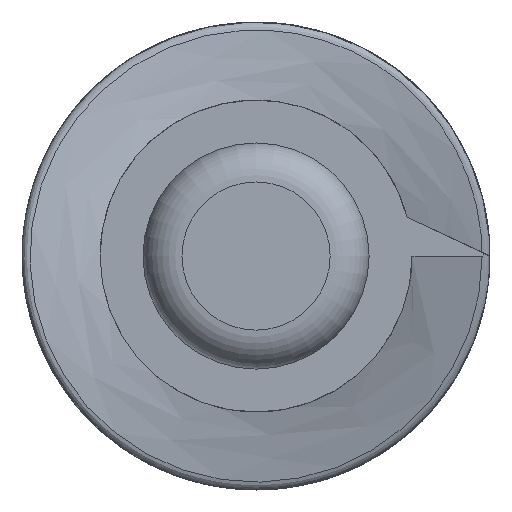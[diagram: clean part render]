
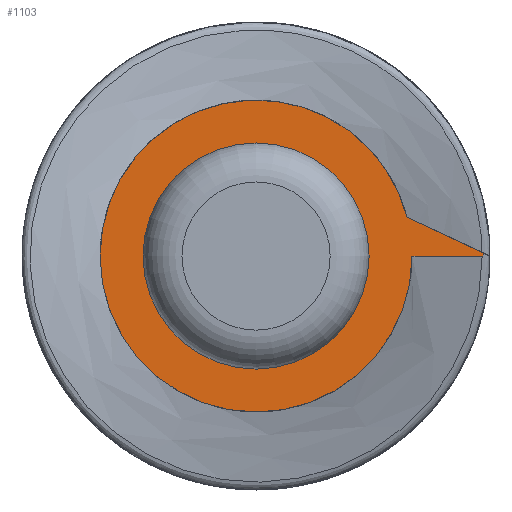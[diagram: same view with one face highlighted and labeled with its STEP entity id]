
A CAD part, front view. The second image highlights one B-rep face of the part: STEP entity #1103.
In plain terms, the highlighted planar face has unit normal (0, -1, 0).
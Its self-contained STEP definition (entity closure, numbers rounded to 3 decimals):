
#16=FACE_BOUND('',#143,.T.);
#19=PLANE('',#1183);
#81=FACE_OUTER_BOUND('',#142,.T.);
#142=EDGE_LOOP('',(#933,#934,#935,#936,#937));
#143=EDGE_LOOP('',(#938));
#159=CIRCLE('',#1155,4.);
#163=CIRCLE('',#1184,4.);
#164=CIRCLE('',#1185,2.9);
#264=B_SPLINE_CURVE_WITH_KNOTS('',3,(#5330,#5331,#5332,#5333,#5334,#5335,
#5336,#5337,#5338,#5339),.UNSPECIFIED.,.F.,.F.,(4,2,2,2,4),(0.129,
0.141,0.147,0.15,0.152),
 .UNSPECIFIED.);
#317=LINE('',#4193,#372);
#318=LINE('',#6649,#373);
#372=VECTOR('',#1356,10.);
#373=VECTOR('',#1357,10.);
#426=VERTEX_POINT('',#2104);
#428=VERTEX_POINT('',#2107);
#482=VERTEX_POINT('',#4192);
#483=VERTEX_POINT('',#5329);
#485=VERTEX_POINT('',#6648);
#486=VERTEX_POINT('',#6663);
#561=EDGE_CURVE('',#428,#426,#159,.T.);
#641=EDGE_CURVE('',#428,#482,#317,.T.);
#643=EDGE_CURVE('',#482,#483,#264,.T.);
#646=EDGE_CURVE('',#485,#483,#318,.T.);
#649=EDGE_CURVE('',#426,#485,#163,.T.);
#650=EDGE_CURVE('',#486,#486,#164,.T.);
#933=ORIENTED_EDGE('',*,*,#643,.F.);
#934=ORIENTED_EDGE('',*,*,#641,.F.);
#935=ORIENTED_EDGE('',*,*,#561,.T.);
#936=ORIENTED_EDGE('',*,*,#649,.T.);
#937=ORIENTED_EDGE('',*,*,#646,.T.);
#938=ORIENTED_EDGE('',*,*,#650,.T.);
#1103=ADVANCED_FACE('',(#81,#16),#19,.T.);
#1155=AXIS2_PLACEMENT_3D('',#2108,#1276,#1277);
#1183=AXIS2_PLACEMENT_3D('',#6661,#1359,#1360);
#1184=AXIS2_PLACEMENT_3D('',#6662,#1361,#1362);
#1185=AXIS2_PLACEMENT_3D('',#6664,#1363,#1364);
#1276=DIRECTION('center_axis',(0.,-1.,0.));
#1277=DIRECTION('ref_axis',(1.,0.,0.));
#1356=DIRECTION('',(0.906,0.,-0.423));
#1357=DIRECTION('',(1.,0.,0.));
#1359=DIRECTION('center_axis',(0.,-1.,0.));
#1360=DIRECTION('ref_axis',(1.,0.,0.));
#1361=DIRECTION('center_axis',(0.,-1.,0.));
#1362=DIRECTION('ref_axis',(1.,0.,0.));
#1363=DIRECTION('center_axis',(0.,1.,0.));
#1364=DIRECTION('ref_axis',(1.,0.,0.));
#2104=CARTESIAN_POINT('',(-4.,-198.792,0.508));
#2107=CARTESIAN_POINT('',(3.875,-198.792,1.5));
#2108=CARTESIAN_POINT('Origin',(0.,-198.792,0.508));
#4192=CARTESIAN_POINT('',(5.869,-198.792,0.569));
#4193=CARTESIAN_POINT('',(3.006,-198.792,1.906));
#5329=CARTESIAN_POINT('',(5.8,-198.792,0.508));
#5330=CARTESIAN_POINT('Ctrl Pts',(5.869,-198.792,0.569));
#5331=CARTESIAN_POINT('Ctrl Pts',(5.861,-198.792,0.553));
#5332=CARTESIAN_POINT('Ctrl Pts',(5.851,-198.792,0.538));
#5333=CARTESIAN_POINT('Ctrl Pts',(5.833,-198.792,0.521));
#5334=CARTESIAN_POINT('Ctrl Pts',(5.827,-198.792,0.516));
#5335=CARTESIAN_POINT('Ctrl Pts',(5.816,-198.792,0.511));
#5336=CARTESIAN_POINT('Ctrl Pts',(5.813,-198.792,0.51));
#5337=CARTESIAN_POINT('Ctrl Pts',(5.806,-198.792,0.508));
#5338=CARTESIAN_POINT('Ctrl Pts',(5.803,-198.792,0.508));
#5339=CARTESIAN_POINT('Ctrl Pts',(5.8,-198.792,0.508));
#6648=CARTESIAN_POINT('',(4.,-198.792,0.508));
#6649=CARTESIAN_POINT('',(6.,-198.792,0.508));
#6661=CARTESIAN_POINT('Origin',(0.,-198.792,0.508));
#6662=CARTESIAN_POINT('Origin',(0.,-198.792,0.508));
#6663=CARTESIAN_POINT('',(-2.9,-198.792,0.508));
#6664=CARTESIAN_POINT('Origin',(0.,-198.792,0.508));
